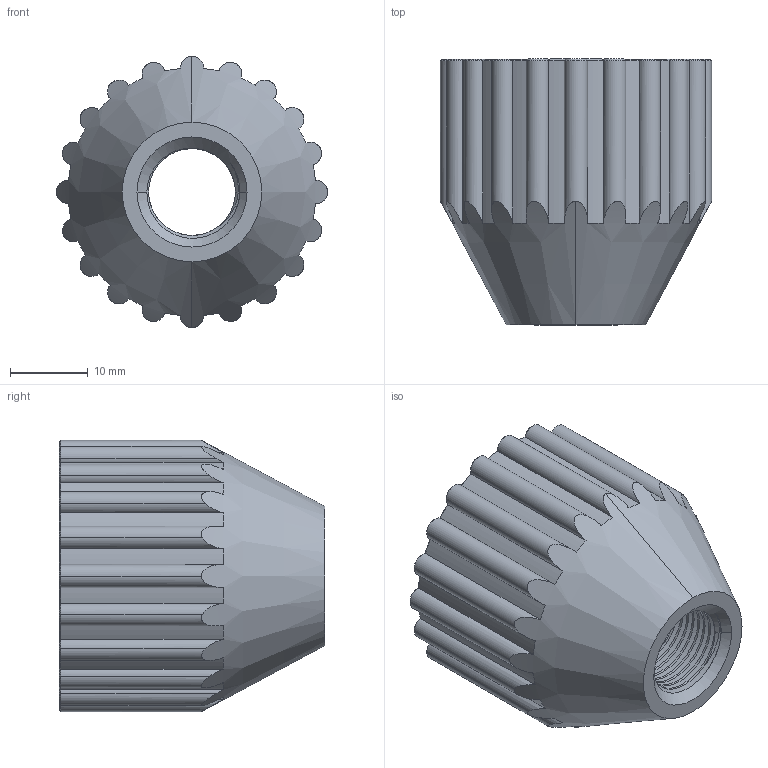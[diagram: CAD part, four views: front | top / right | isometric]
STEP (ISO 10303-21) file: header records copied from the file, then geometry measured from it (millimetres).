
FILE_DESCRIPTION (( 'STEP AP214' ), '1' );
FILE_NAME ('sp20x15na12x1.STEP', '2022-02-28T10:24:57', ( '' ), ( '' ), 'SwSTEP 2.0', 'SolidWorks 2014', '' );
FILE_SCHEMA (( 'AUTOMOTIVE_DESIGN' ));
Length unit declared in the file: millimetre
Products named in the file (1): sp20x15na12x1
Bounding box: 35 x 34.28 x 35 mm (x, y, z)
Volume: 17163.5 mm3; surface area: 8025.9 mm2
Topology: 1 solids, 1 shells, 175 faces, 468 edges, 297 vertices
Faces by surface type: cylinder 102, cone 65, plane 4, bspline 4
Entity records: 9609 total; most frequent: CARTESIAN_POINT 5553, ORIENTED_EDGE 936, DIRECTION 785, EDGE_CURVE 468, AXIS2_PLACEMENT_3D 330, VERTEX_POINT 297, EDGE_LOOP 179, FACE_OUTER_BOUND 175
